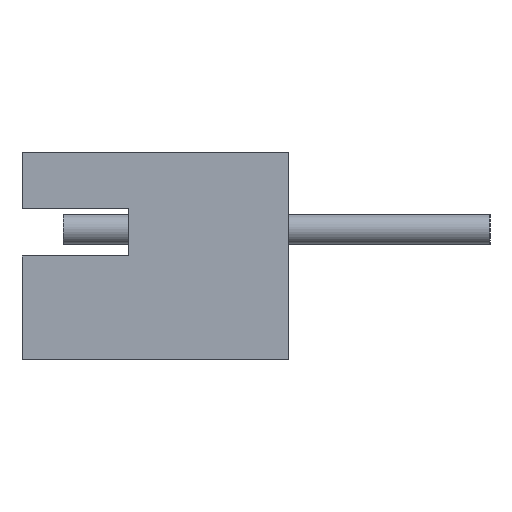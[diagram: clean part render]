
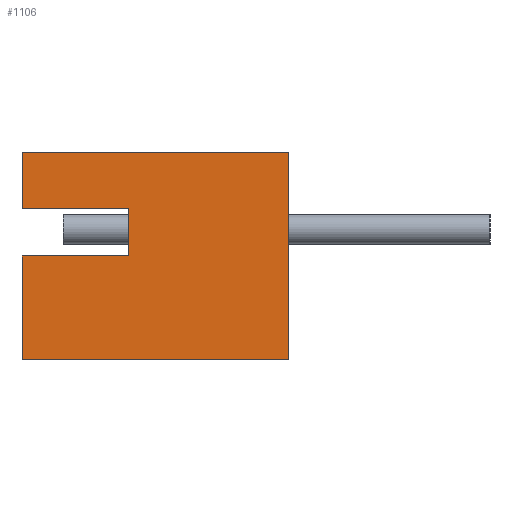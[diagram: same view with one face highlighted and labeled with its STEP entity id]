
A CAD part, left-side view. The second image highlights one B-rep face of the part: STEP entity #1106.
In plain terms, the highlighted planar face has unit normal (-1, 0, 0).
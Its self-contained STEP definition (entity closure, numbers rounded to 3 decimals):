
#1052 = VERTEX_POINT ( 'NONE', #1774 ) ;
#1054 = EDGE_CURVE ( 'NONE', #1402, #1052, #1783, .T. ) ;
#1088 = ORIENTED_EDGE ( 'NONE', *, *, #1089, .T. ) ;
#1089 = EDGE_CURVE ( 'NONE', #1107, #1090, #1844, .T. ) ;
#1090 = VERTEX_POINT ( 'NONE', #1840 ) ;
#1100 = ORIENTED_EDGE ( 'NONE', *, *, #1236, .F. ) ;
#1101 = ORIENTED_EDGE ( 'NONE', *, *, #1225, .F. ) ;
#1103 = EDGE_LOOP ( 'NONE', ( #1104, #1088, #1108, #1110, #1100, #1101, #1314, #1315 ) ) ;
#1104 = ORIENTED_EDGE ( 'NONE', *, *, #1105, .T. ) ;
#1105 = EDGE_CURVE ( 'NONE', #1399, #1107, #1824, .T. ) ;
#1106 = ADVANCED_FACE ( 'NONE', ( #1940 ), #1858, .T. ) ;
#1107 = VERTEX_POINT ( 'NONE', #1853 ) ;
#1108 = ORIENTED_EDGE ( 'NONE', *, *, #1109, .T. ) ;
#1109 = EDGE_CURVE ( 'NONE', #1090, #1164, #1851, .T. ) ;
#1110 = ORIENTED_EDGE ( 'NONE', *, *, #1163, .F. ) ;
#1163 = EDGE_CURVE ( 'NONE', #1237, #1164, #2046, .T. ) ;
#1164 = VERTEX_POINT ( 'NONE', #2042 ) ;
#1225 = EDGE_CURVE ( 'NONE', #1052, #1226, #2135, .T. ) ;
#1226 = VERTEX_POINT ( 'NONE', #2131 ) ;
#1236 = EDGE_CURVE ( 'NONE', #1226, #1237, #2069, .T. ) ;
#1237 = VERTEX_POINT ( 'NONE', #2065 ) ;
#1314 = ORIENTED_EDGE ( 'NONE', *, *, #1054, .F. ) ;
#1315 = ORIENTED_EDGE ( 'NONE', *, *, #1401, .F. ) ;
#1399 = VERTEX_POINT ( 'NONE', #2496 ) ;
#1401 = EDGE_CURVE ( 'NONE', #1399, #1402, #2495, .T. ) ;
#1402 = VERTEX_POINT ( 'NONE', #2491 ) ;
#1765 = VECTOR ( 'NONE', #1767, 1000. ) ;
#1767 = DIRECTION ( 'NONE',  ( 0., -1., 0. ) ) ;
#1774 = CARTESIAN_POINT ( 'NONE',  ( -9.75, 0., 0. ) ) ;
#1782 = CARTESIAN_POINT ( 'NONE',  ( -9.75, 0., 0. ) ) ;
#1783 = LINE ( 'NONE', #1782, #1765 ) ;
#1823 = CARTESIAN_POINT ( 'NONE',  ( -9.75, 4.5, -0.95 ) ) ;
#1824 = LINE ( 'NONE', #1823, #1942 ) ;
#1840 = CARTESIAN_POINT ( 'NONE',  ( -9.75, 2.7, -1.75 ) ) ;
#1841 = DIRECTION ( 'NONE',  ( 0., 0., -1. ) ) ;
#1842 = VECTOR ( 'NONE', #1841, 1000. ) ;
#1843 = CARTESIAN_POINT ( 'NONE',  ( -9.75, 2.7, -0.95 ) ) ;
#1844 = LINE ( 'NONE', #1843, #1842 ) ;
#1850 = CARTESIAN_POINT ( 'NONE',  ( -9.75, 4.5, -1.75 ) ) ;
#1851 = LINE ( 'NONE', #1850, #1909 ) ;
#1853 = CARTESIAN_POINT ( 'NONE',  ( -9.75, 2.7, -0.95 ) ) ;
#1854 = DIRECTION ( 'NONE',  ( 0., 0., 1. ) ) ;
#1855 = DIRECTION ( 'NONE',  ( -1., 0., 0. ) ) ;
#1856 = CARTESIAN_POINT ( 'NONE',  ( -9.75, 4.5, 0. ) ) ;
#1857 = AXIS2_PLACEMENT_3D ( 'NONE', #1856, #1855, #1854 ) ;
#1858 = PLANE ( 'NONE',  #1857 ) ;
#1908 = DIRECTION ( 'NONE',  ( 0., 1., 0. ) ) ;
#1909 = VECTOR ( 'NONE', #1908, 1000. ) ;
#1940 = FACE_OUTER_BOUND ( 'NONE', #1103, .T. ) ;
#1941 = DIRECTION ( 'NONE',  ( 0., -1., 0. ) ) ;
#1942 = VECTOR ( 'NONE', #1941, 1000. ) ;
#2042 = CARTESIAN_POINT ( 'NONE',  ( -9.75, 4.5, -1.75 ) ) ;
#2043 = DIRECTION ( 'NONE',  ( 0., 0., 1. ) ) ;
#2044 = VECTOR ( 'NONE', #2043, 1000. ) ;
#2045 = CARTESIAN_POINT ( 'NONE',  ( -9.75, 4.5, 0. ) ) ;
#2046 = LINE ( 'NONE', #2045, #2044 ) ;
#2065 = CARTESIAN_POINT ( 'NONE',  ( -9.75, 4.5, -3.5 ) ) ;
#2066 = DIRECTION ( 'NONE',  ( 0., 1., 0. ) ) ;
#2067 = VECTOR ( 'NONE', #2066, 1000. ) ;
#2068 = CARTESIAN_POINT ( 'NONE',  ( -9.75, 0., -3.5 ) ) ;
#2069 = LINE ( 'NONE', #2068, #2067 ) ;
#2131 = CARTESIAN_POINT ( 'NONE',  ( -9.75, 0., -3.5 ) ) ;
#2132 = DIRECTION ( 'NONE',  ( 0., 0., -1. ) ) ;
#2133 = VECTOR ( 'NONE', #2132, 1000. ) ;
#2134 = CARTESIAN_POINT ( 'NONE',  ( -9.75, 0., 0. ) ) ;
#2135 = LINE ( 'NONE', #2134, #2133 ) ;
#2491 = CARTESIAN_POINT ( 'NONE',  ( -9.75, 4.5, 0. ) ) ;
#2492 = DIRECTION ( 'NONE',  ( 0., 0., 1. ) ) ;
#2493 = VECTOR ( 'NONE', #2492, 1000. ) ;
#2494 = CARTESIAN_POINT ( 'NONE',  ( -9.75, 4.5, 0. ) ) ;
#2495 = LINE ( 'NONE', #2494, #2493 ) ;
#2496 = CARTESIAN_POINT ( 'NONE',  ( -9.75, 4.5, -0.95 ) ) ;
